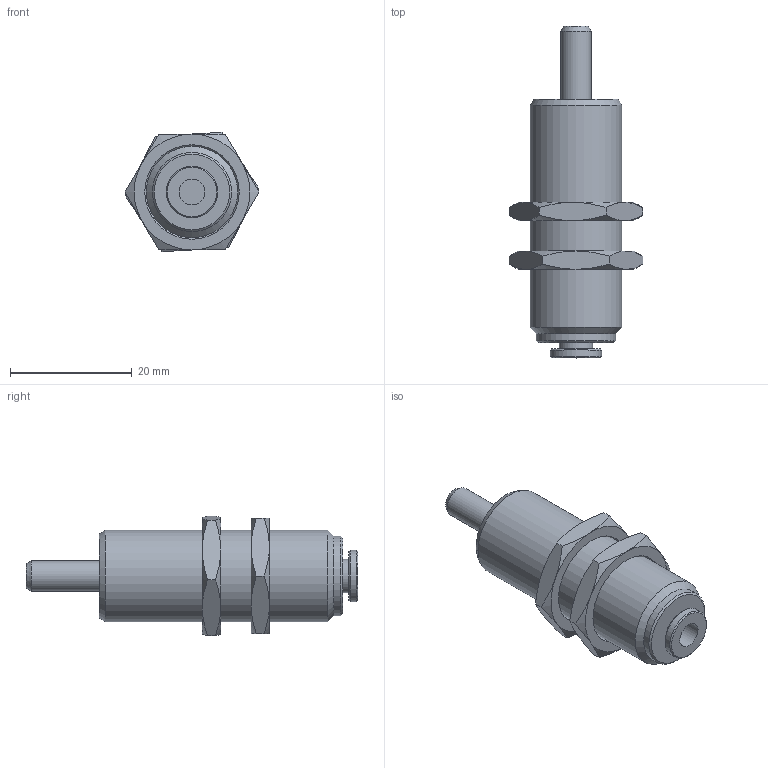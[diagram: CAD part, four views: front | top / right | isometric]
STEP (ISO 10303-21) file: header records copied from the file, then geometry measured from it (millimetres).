
FILE_DESCRIPTION(/* description */ (''),/* implementation_level */ '2;1');
FILE_NAME(/* name */ '1213_10_5.stp',/* time_stamp */ '2014-06-25T11:48:03+02:00',/* author */ ('maniean1'),/* organization */ ('Pneumax S.p.A.'),/* preprocessor_version */ 'ST-DEVELOPER v15.2',/* originating_system */ 'Autodesk Inventor 2014',/* authorisation */ '');
FILE_SCHEMA (('AUTOMOTIVE_DESIGN { 1 0 10303 214 3 1 1 }'));
Length unit declared in the file: millimetre
Products named in the file (4): 1213_10_5_(Corpo); 1213_10_10_CF(Dado); 1213_10_5 (Stelo); 1213_10_5
Bounding box: 21.94 x 54.5 x 19.6 mm (x, y, z)
Volume: 7178.3 mm3; surface area: 5258.1 mm2
Topology: 4 solids, 4 shells, 70 faces, 140 edges, 83 vertices
Faces by surface type: cone 34, plane 25, cylinder 11
Full cylindrical faces by diameter (mm): 4.25 x1, 5 x2, 5.5 x1, 8.5 x1, 9.8 x1, 10 x1, 13 x1, 14.3 x2, 15 x1
Entity records: 1154 total; most frequent: CARTESIAN_POINT 223, DIRECTION 194, ORIENTED_EDGE 138, AXIS2_PLACEMENT_3D 94, EDGE_LOOP 74, EDGE_CURVE 69, VERTEX_POINT 51, ADVANCED_FACE 47
